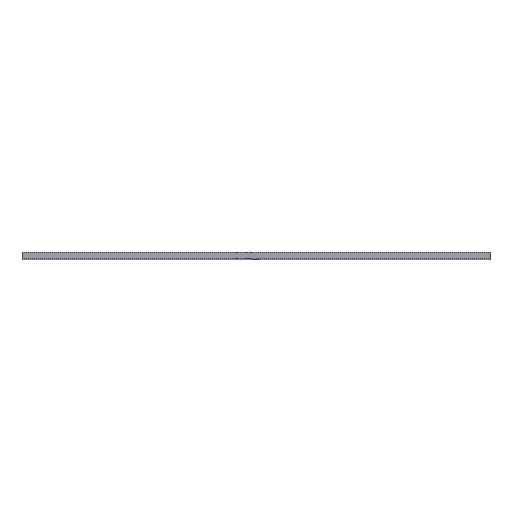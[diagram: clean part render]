
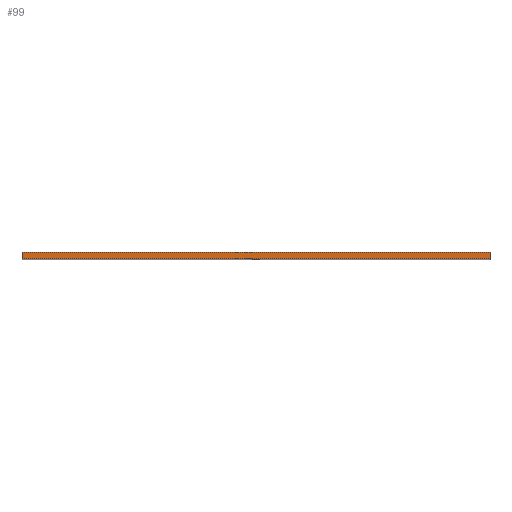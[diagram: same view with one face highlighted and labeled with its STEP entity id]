
A CAD part, top view. The second image highlights one B-rep face of the part: STEP entity #99.
In plain terms, the highlighted planar face has unit normal (0, 0, 1).
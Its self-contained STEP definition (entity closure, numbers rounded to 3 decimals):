
#21 = EDGE_CURVE ( 'NONE', #628, #250, #271, .T. ) ;
#50 = ORIENTED_EDGE ( 'NONE', *, *, #726, .T. ) ;
#66 = DIRECTION ( 'NONE',  ( 0., 0., 1. ) ) ;
#87 = DIRECTION ( 'NONE',  ( -1., 0., 0. ) ) ;
#98 = CARTESIAN_POINT ( 'NONE',  ( -227.61, 3.175, 495.725 ) ) ;
#99 = ADVANCED_FACE ( 'NONE', ( #474 ), #353, .T. ) ;
#100 = ORIENTED_EDGE ( 'NONE', *, *, #21, .F. ) ;
#126 = DIRECTION ( 'NONE',  ( 1., 0., 0. ) ) ;
#127 = AXIS2_PLACEMENT_3D ( 'NONE', #778, #66, #126 ) ;
#149 = CARTESIAN_POINT ( 'NONE',  ( 8.74, 3.175, 495.725 ) ) ;
#162 = VERTEX_POINT ( 'NONE', #149 ) ;
#178 = DIRECTION ( 'NONE',  ( -1., 0., 0. ) ) ;
#192 = CARTESIAN_POINT ( 'NONE',  ( 8.74, 3.175, 495.725 ) ) ;
#195 = LINE ( 'NONE', #478, #642 ) ;
#214 = CARTESIAN_POINT ( 'NONE',  ( 8.74, 0., 495.725 ) ) ;
#230 = VERTEX_POINT ( 'NONE', #98 ) ;
#250 = VERTEX_POINT ( 'NONE', #455 ) ;
#255 = LINE ( 'NONE', #394, #868 ) ;
#271 = LINE ( 'NONE', #709, #499 ) ;
#353 = PLANE ( 'NONE',  #127 ) ;
#394 = CARTESIAN_POINT ( 'NONE',  ( 8.74, 3.175, 495.725 ) ) ;
#398 = EDGE_CURVE ( 'NONE', #230, #250, #195, .T. ) ;
#422 = VECTOR ( 'NONE', #540, 1000. ) ;
#455 = CARTESIAN_POINT ( 'NONE',  ( -227.61, 0., 495.725 ) ) ;
#474 = FACE_OUTER_BOUND ( 'NONE', #510, .T. ) ;
#475 = LINE ( 'NONE', #192, #422 ) ;
#478 = CARTESIAN_POINT ( 'NONE',  ( -227.61, 3.175, 495.725 ) ) ;
#493 = DIRECTION ( 'NONE',  ( 0., -1., 0. ) ) ;
#499 = VECTOR ( 'NONE', #178, 1000. ) ;
#510 = EDGE_LOOP ( 'NONE', ( #100, #722, #50, #581 ) ) ;
#540 = DIRECTION ( 'NONE',  ( 0., -1., 0. ) ) ;
#581 = ORIENTED_EDGE ( 'NONE', *, *, #398, .T. ) ;
#628 = VERTEX_POINT ( 'NONE', #214 ) ;
#642 = VECTOR ( 'NONE', #493, 1000. ) ;
#709 = CARTESIAN_POINT ( 'NONE',  ( 8.74, 0., 495.725 ) ) ;
#722 = ORIENTED_EDGE ( 'NONE', *, *, #877, .F. ) ;
#726 = EDGE_CURVE ( 'NONE', #162, #230, #255, .T. ) ;
#778 = CARTESIAN_POINT ( 'NONE',  ( 8.74, 3.175, 495.725 ) ) ;
#868 = VECTOR ( 'NONE', #87, 1000. ) ;
#877 = EDGE_CURVE ( 'NONE', #162, #628, #475, .T. ) ;
